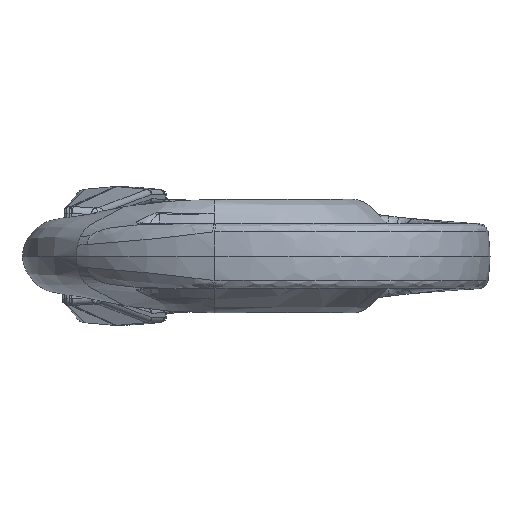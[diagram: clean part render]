
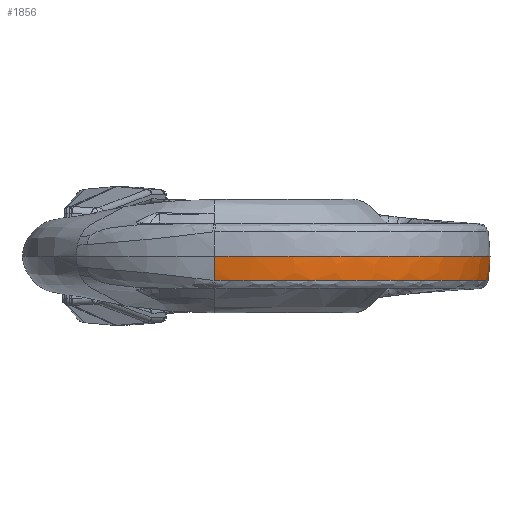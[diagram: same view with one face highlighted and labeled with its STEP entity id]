
A CAD part, front view. The second image highlights one B-rep face of the part: STEP entity #1856.
In plain terms, the highlighted free-form (B-spline) face has degree [3, 3] with [4, 9] control points.
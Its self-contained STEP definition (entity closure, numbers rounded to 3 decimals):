
#1856=ADVANCED_FACE('',(#3886),#3887,.F.);
#3886=FACE_OUTER_BOUND('',#15371,.T.);
#3887=B_SPLINE_SURFACE_WITH_KNOTS('',3,3,((#15372,#15373,#15374,#15375,#15376,#15377,#15378,#15379,#15380),(#15381,#15382,#15383,#15384,#15385,#15386,#15387,#15388,#15389),(#15390,#15391,#15392,#15393,#15394,#15395,#15396,#15397,#15398),(#15399,#15400,#15401,#15402,#15403,#15404,#15405,#15406,#15407)),.UNSPECIFIED.,.F.,.F.,.F.,(4,4),(4,1,1,1,1,1,4),(1.252,4.796),(0.0,5.53,17.973,30.415,42.858,55.301,61.445),.UNSPECIFIED.);
#15371=EDGE_LOOP('',(#24416,#24417,#24418,#24419,#24420));
#15372=CARTESIAN_POINT('',(0.0,-34.987,-3.525));
#15373=CARTESIAN_POINT('',(1.795,-35.326,-3.525));
#15374=CARTESIAN_POINT('',(7.721,-35.952,-3.525));
#15375=CARTESIAN_POINT('',(17.811,-34.313,-3.525));
#15376=CARTESIAN_POINT('',(28.64,-27.972,-3.525));
#15377=CARTESIAN_POINT('',(36.46,-18.154,-3.525));
#15378=CARTESIAN_POINT('',(39.582,-8.198,-3.525));
#15379=CARTESIAN_POINT('',(39.758,-2.028,-3.525));
#15380=CARTESIAN_POINT('',(39.632,0.0,-3.525));
#15381=CARTESIAN_POINT('',(0.0,-35.195,-2.362));
#15382=CARTESIAN_POINT('',(1.805,-35.534,-2.362));
#15383=CARTESIAN_POINT('',(7.763,-36.157,-2.362));
#15384=CARTESIAN_POINT('',(17.904,-34.502,-2.362));
#15385=CARTESIAN_POINT('',(28.787,-28.122,-2.362));
#15386=CARTESIAN_POINT('',(36.647,-18.251,-2.362));
#15387=CARTESIAN_POINT('',(39.787,-8.242,-2.362));
#15388=CARTESIAN_POINT('',(39.965,-2.039,-2.362));
#15389=CARTESIAN_POINT('',(39.84,0.0,-2.362));
#15390=CARTESIAN_POINT('',(0.0,-35.3,-1.181));
#15391=CARTESIAN_POINT('',(1.81,-35.639,-1.181));
#15392=CARTESIAN_POINT('',(7.784,-36.261,-1.181));
#15393=CARTESIAN_POINT('',(17.951,-34.597,-1.181));
#15394=CARTESIAN_POINT('',(28.862,-28.197,-1.181));
#15395=CARTESIAN_POINT('',(36.741,-18.299,-1.181));
#15396=CARTESIAN_POINT('',(39.89,-8.264,-1.181));
#15397=CARTESIAN_POINT('',(40.071,-2.044,-1.181));
#15398=CARTESIAN_POINT('',(39.945,0.0,-1.181));
#15399=CARTESIAN_POINT('',(0.0,-35.3,0.0));
#15400=CARTESIAN_POINT('',(1.81,-35.639,0.0));
#15401=CARTESIAN_POINT('',(7.784,-36.261,0.0));
#15402=CARTESIAN_POINT('',(17.951,-34.597,0.0));
#15403=CARTESIAN_POINT('',(28.862,-28.197,0.0));
#15404=CARTESIAN_POINT('',(36.741,-18.299,0.0));
#15405=CARTESIAN_POINT('',(39.89,-8.264,0.0));
#15406=CARTESIAN_POINT('',(40.071,-2.044,0.0));
#15407=CARTESIAN_POINT('',(39.945,0.0,0.0));
#24416=ORIENTED_EDGE('',*,*,#27689,.F.);
#24417=ORIENTED_EDGE('',*,*,#27695,.F.);
#24418=ORIENTED_EDGE('',*,*,#27696,.F.);
#24419=ORIENTED_EDGE('',*,*,#27682,.T.);
#24420=ORIENTED_EDGE('',*,*,#27697,.F.);
#27682=EDGE_CURVE('',#31222,#31210,#31223,.T.);
#27689=EDGE_CURVE('',#31232,#31228,#31234,.T.);
#27695=EDGE_CURVE('',#31242,#31232,#31243,.T.);
#27696=EDGE_CURVE('',#31222,#31242,#31244,.T.);
#27697=EDGE_CURVE('',#31228,#31210,#31245,.T.);
#31210=VERTEX_POINT('',#39889);
#31222=VERTEX_POINT('',#39912);
#31223=ELLIPSE('',#39913,17.351,15.017);
#31228=VERTEX_POINT('',#39936);
#31232=VERTEX_POINT('',#39994);
#31234=ELLIPSE('',#40002,17.351,15.016);
#31242=VERTEX_POINT('',#40046);
#31243=B_SPLINE_CURVE_WITH_KNOTS('',3,(#40047,#40048,#40049,#40050,#40051,#40052,#40053,#40054,#40055,#40056,#40057,#40058,#40059,#40060,#40061,#40062,#40063,#40064,#40065,#40066,#40067,#40068,#40069,#40070,#40071,#40072,#40073,#40074,#40075,#40076,#40077),.UNSPECIFIED.,.F.,.F.,(4,3,3,3,3,3,3,3,3,3,4),(-1.0,-0.922,-0.752,-0.611,-0.507,-0.403,-0.299,-0.274,-0.171,-0.092,0.0),.UNSPECIFIED.);
#31244=B_SPLINE_CURVE_WITH_KNOTS('',3,(#40078,#40079,#40080,#40081),.UNSPECIFIED.,.F.,.F.,(4,4),(0.0,1.0),.UNSPECIFIED.);
#31245=B_SPLINE_CURVE_WITH_KNOTS('',3,(#40082,#40083,#40084,#40085,#40086,#40087,#40088,#40089,#40090),.UNSPECIFIED.,.F.,.F.,(4,1,1,1,1,1,4),(0.,0.09,0.293,0.495,0.698,0.9,1.0),.UNSPECIFIED.);
#39889=CARTESIAN_POINT('',(39.945,0.,0.));
#39912=CARTESIAN_POINT('',(39.636,0.,-3.5));
#39913=AXIS2_PLACEMENT_3D('',#43954,#43955,#43956);
#39936=CARTESIAN_POINT('',(0.,-35.3,0.));
#39994=CARTESIAN_POINT('',(-0.001,-34.987,-3.522));
#40002=AXIS2_PLACEMENT_3D('',#43957,#43958,#43959);
#40046=CARTESIAN_POINT('',(39.694,-1.423,-3.513));
#40047=CARTESIAN_POINT('',(39.694,-1.423,-3.513));
#40048=CARTESIAN_POINT('',(39.726,-2.98,-3.513));
#40049=CARTESIAN_POINT('',(39.646,-4.539,-3.512));
#40050=CARTESIAN_POINT('',(39.459,-6.085,-3.512));
#40051=CARTESIAN_POINT('',(39.054,-9.432,-3.512));
#40052=CARTESIAN_POINT('',(38.143,-12.717,-3.512));
#40053=CARTESIAN_POINT('',(36.764,-15.792,-3.512));
#40054=CARTESIAN_POINT('',(35.618,-18.348,-3.511));
#40055=CARTESIAN_POINT('',(34.15,-20.758,-3.511));
#40056=CARTESIAN_POINT('',(32.404,-22.947,-3.511));
#40057=CARTESIAN_POINT('',(31.122,-24.556,-3.511));
#40058=CARTESIAN_POINT('',(29.691,-26.045,-3.511));
#40059=CARTESIAN_POINT('',(28.137,-27.391,-3.511));
#40060=CARTESIAN_POINT('',(26.583,-28.738,-3.51));
#40061=CARTESIAN_POINT('',(24.906,-29.942,-3.51));
#40062=CARTESIAN_POINT('',(23.132,-30.982,-3.51));
#40063=CARTESIAN_POINT('',(21.358,-32.022,-3.51));
#40064=CARTESIAN_POINT('',(19.487,-32.898,-3.51));
#40065=CARTESIAN_POINT('',(17.553,-33.594,-3.51));
#40066=CARTESIAN_POINT('',(17.069,-33.768,-3.51));
#40067=CARTESIAN_POINT('',(16.582,-33.931,-3.51));
#40068=CARTESIAN_POINT('',(16.091,-34.082,-3.51));
#40069=CARTESIAN_POINT('',(14.153,-34.68,-3.51));
#40070=CARTESIAN_POINT('',(12.162,-35.1,-3.509));
#40071=CARTESIAN_POINT('',(10.148,-35.339,-3.509));
#40072=CARTESIAN_POINT('',(8.588,-35.523,-3.509));
#40073=CARTESIAN_POINT('',(7.016,-35.599,-3.509));
#40074=CARTESIAN_POINT('',(5.446,-35.563,-3.509));
#40075=CARTESIAN_POINT('',(3.619,-35.522,-3.509));
#40076=CARTESIAN_POINT('',(1.795,-35.332,-3.509));
#40077=CARTESIAN_POINT('',(0.,-34.99,-3.509));
#40078=CARTESIAN_POINT('',(39.634,0.,-3.512));
#40079=CARTESIAN_POINT('',(39.663,-0.465,-3.512));
#40080=CARTESIAN_POINT('',(39.682,-0.94,-3.512));
#40081=CARTESIAN_POINT('',(39.692,-1.423,-3.512));
#40082=CARTESIAN_POINT('',(0.0,-35.3,0.));
#40083=CARTESIAN_POINT('',(1.81,-35.639,0.));
#40084=CARTESIAN_POINT('',(7.784,-36.261,0.));
#40085=CARTESIAN_POINT('',(17.951,-34.597,0.));
#40086=CARTESIAN_POINT('',(28.862,-28.197,0.));
#40087=CARTESIAN_POINT('',(36.741,-18.299,0.));
#40088=CARTESIAN_POINT('',(39.89,-8.264,0.));
#40089=CARTESIAN_POINT('',(40.071,-2.044,0.));
#40090=CARTESIAN_POINT('',(39.945,0.0,0.));
#43954=CARTESIAN_POINT('',(24.892,0.0,-0.596));
#43955=DIRECTION('',(0.0,-1.0,-0.0));
#43956=DIRECTION('',(-0.12,0.0,-0.993));
#43957=CARTESIAN_POINT('',(0.,-20.248,-0.596));
#43958=DIRECTION('',(-1.0,0.,0.));
#43959=DIRECTION('',(0.,0.12,-0.993));
